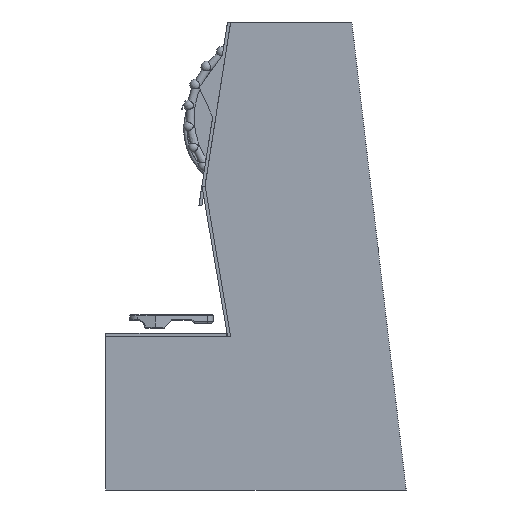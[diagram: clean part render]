
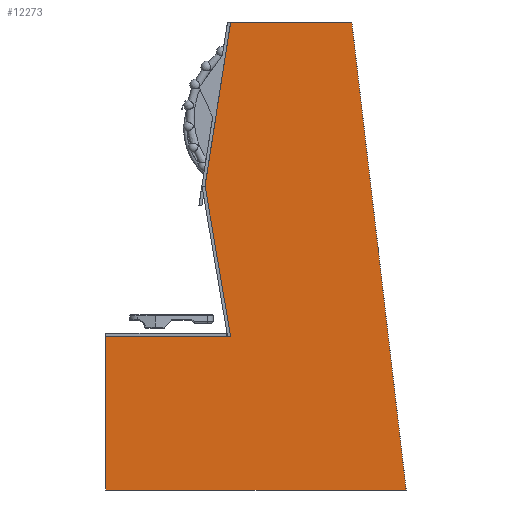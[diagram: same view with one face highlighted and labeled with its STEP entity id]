
A CAD part, left-side view. The second image highlights one B-rep face of the part: STEP entity #12273.
In plain terms, the highlighted planar face has unit normal (-1, 0, 0).
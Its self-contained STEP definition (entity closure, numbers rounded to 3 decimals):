
#1231=PLANE('',#13232);
#1610=FACE_OUTER_BOUND('',#2344,.T.);
#2344=EDGE_LOOP('',(#8742,#8743,#8744,#8745,#8746,#8747,#8748));
#3157=LINE('',#17211,#4154);
#3161=LINE('',#17219,#4158);
#3164=LINE('',#17225,#4161);
#3167=LINE('',#17231,#4164);
#3170=LINE('',#17237,#4167);
#3173=LINE('',#17243,#4170);
#3176=LINE('',#17248,#4173);
#4154=VECTOR('',#14280,10.);
#4158=VECTOR('',#14286,10.);
#4161=VECTOR('',#14291,10.);
#4164=VECTOR('',#14296,10.);
#4167=VECTOR('',#14301,10.);
#4170=VECTOR('',#14306,10.);
#4173=VECTOR('',#14311,10.);
#5420=VERTEX_POINT('',#17209);
#5421=VERTEX_POINT('',#17210);
#5424=VERTEX_POINT('',#17218);
#5426=VERTEX_POINT('',#17224);
#5428=VERTEX_POINT('',#17230);
#5430=VERTEX_POINT('',#17236);
#5432=VERTEX_POINT('',#17242);
#6705=EDGE_CURVE('',#5420,#5421,#3157,.T.);
#6709=EDGE_CURVE('',#5424,#5420,#3161,.T.);
#6712=EDGE_CURVE('',#5426,#5424,#3164,.T.);
#6715=EDGE_CURVE('',#5428,#5426,#3167,.T.);
#6718=EDGE_CURVE('',#5430,#5428,#3170,.T.);
#6721=EDGE_CURVE('',#5432,#5430,#3173,.T.);
#6724=EDGE_CURVE('',#5421,#5432,#3176,.T.);
#8742=ORIENTED_EDGE('',*,*,#6724,.F.);
#8743=ORIENTED_EDGE('',*,*,#6705,.F.);
#8744=ORIENTED_EDGE('',*,*,#6709,.F.);
#8745=ORIENTED_EDGE('',*,*,#6712,.F.);
#8746=ORIENTED_EDGE('',*,*,#6715,.F.);
#8747=ORIENTED_EDGE('',*,*,#6718,.F.);
#8748=ORIENTED_EDGE('',*,*,#6721,.F.);
#12273=ADVANCED_FACE('',(#1610),#1231,.F.);
#13232=AXIS2_PLACEMENT_3D('',#17251,#14315,#14316);
#14280=DIRECTION('',(0.,0.168,0.986));
#14286=DIRECTION('',(0.,-1.,0.));
#14291=DIRECTION('',(0.,0.,1.));
#14296=DIRECTION('',(0.,1.,0.));
#14301=DIRECTION('',(0.,-0.116,-0.993));
#14306=DIRECTION('',(0.,-1.,0.));
#14311=DIRECTION('',(0.,-0.154,0.988));
#14315=DIRECTION('center_axis',(1.,0.,0.));
#14316=DIRECTION('ref_axis',(0.,1.,0.));
#17209=CARTESIAN_POINT('',(-77.788,388.436,-311.01));
#17210=CARTESIAN_POINT('',(-77.788,413.436,-164.201));
#17211=CARTESIAN_POINT('',(-77.788,388.436,-311.01));
#17218=CARTESIAN_POINT('',(-77.788,510.318,-311.01));
#17219=CARTESIAN_POINT('',(-77.788,510.318,-311.01));
#17224=CARTESIAN_POINT('',(-77.788,510.318,-461.01));
#17225=CARTESIAN_POINT('',(-77.788,510.318,-461.01));
#17230=CARTESIAN_POINT('',(-77.788,217.046,-461.01));
#17231=CARTESIAN_POINT('',(-77.788,217.046,-461.01));
#17236=CARTESIAN_POINT('',(-77.788,270.18,-4.201));
#17237=CARTESIAN_POINT('',(-77.788,270.18,-4.201));
#17242=CARTESIAN_POINT('',(-77.788,388.436,-4.201));
#17243=CARTESIAN_POINT('',(-77.788,388.436,-4.201));
#17248=CARTESIAN_POINT('',(-77.788,413.436,-164.201));
#17251=CARTESIAN_POINT('Origin',(-77.788,363.682,-232.606));
